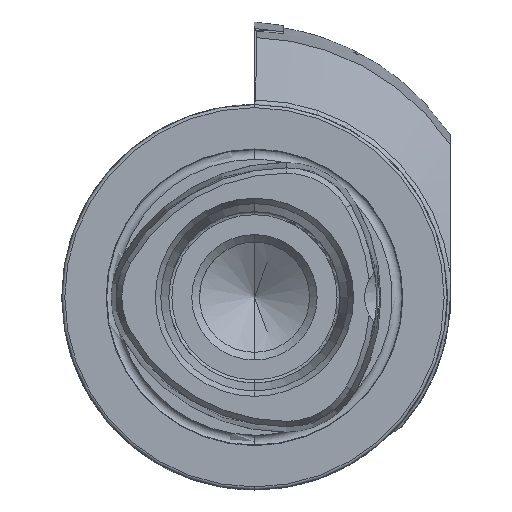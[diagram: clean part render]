
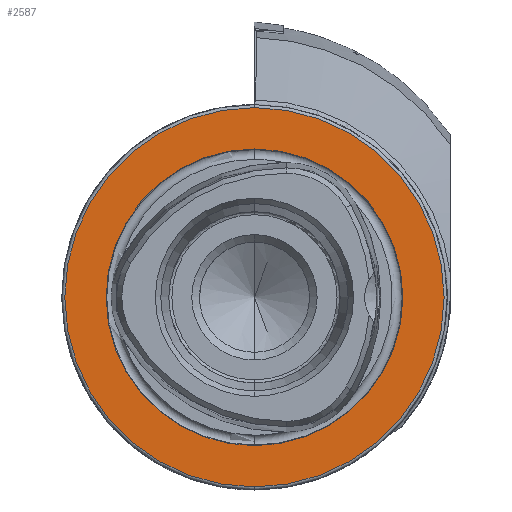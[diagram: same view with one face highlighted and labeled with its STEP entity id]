
A CAD part, left-side view. The second image highlights one B-rep face of the part: STEP entity #2587.
In plain terms, the highlighted planar face has unit normal (-1, 0, 0).
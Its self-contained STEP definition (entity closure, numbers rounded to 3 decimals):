
#125 = VERTEX_POINT ( 'NONE', #564 ) ;
#127 = VERTEX_POINT ( 'NONE', #566 ) ;
#129 = VERTEX_POINT ( 'NONE', #568 ) ;
#130 = VERTEX_POINT ( 'NONE', #569 ) ;
#564 = CARTESIAN_POINT ( 'NONE',  ( 0., 0., -24.25 ) ) ;
#566 = CARTESIAN_POINT ( 'NONE',  ( 0., 0., 24.25 ) ) ;
#568 = CARTESIAN_POINT ( 'NONE',  ( 0., 0., 31. ) ) ;
#569 = CARTESIAN_POINT ( 'NONE',  ( 0., 0., -31. ) ) ;
#1486 = AXIS2_PLACEMENT_3D ( 'NONE', #2238, #2244, #2245 ) ;
#1910 = FACE_BOUND ( 'NONE', #8509, .T. ) ;
#1916 = FACE_OUTER_BOUND ( 'NONE', #8508, .T. ) ;
#2238 = CARTESIAN_POINT ( 'NONE',  ( 0., 24.25, 0. ) ) ;
#2239 = PLANE ( 'NONE',  #1486 ) ;
#2244 = DIRECTION ( 'NONE',  ( 1., 0., 0. ) ) ;
#2245 = DIRECTION ( 'NONE',  ( 0., 0., -1. ) ) ;
#2587 = ADVANCED_FACE ( 'NONE', ( #1910, #1916 ), #2239, .F. ) ;
#3445 = CARTESIAN_POINT ( 'NONE',  ( 0., 0., 0. ) ) ;
#3446 = DIRECTION ( 'NONE',  ( -1., 0., 0. ) ) ;
#3447 = DIRECTION ( 'NONE',  ( 0., 0., 1. ) ) ;
#3456 = CARTESIAN_POINT ( 'NONE',  ( 0., 0., 0. ) ) ;
#3457 = DIRECTION ( 'NONE',  ( -1., 0., 0. ) ) ;
#3458 = DIRECTION ( 'NONE',  ( 0., 0., 1. ) ) ;
#4433 = EDGE_CURVE ( 'NONE', #130, #129, #6327, .T. ) ;
#4434 = EDGE_CURVE ( 'NONE', #127, #125, #6328, .T. ) ;
#5577 = CIRCLE ( 'NONE', #8097, 24.25 ) ;
#5584 = CIRCLE ( 'NONE', #8100, 31. ) ;
#6327 = CIRCLE ( 'NONE', #8053, 31. ) ;
#6328 = CIRCLE ( 'NONE', #8054, 24.25 ) ;
#6462 = ORIENTED_EDGE ( 'NONE', *, *, #4434, .F. ) ;
#6463 = ORIENTED_EDGE ( 'NONE', *, *, #7239, .F. ) ;
#6464 = ORIENTED_EDGE ( 'NONE', *, *, #7243, .T. ) ;
#6465 = ORIENTED_EDGE ( 'NONE', *, *, #4433, .T. ) ;
#7239 = EDGE_CURVE ( 'NONE', #125, #127, #5577, .T. ) ;
#7243 = EDGE_CURVE ( 'NONE', #129, #130, #5584, .T. ) ;
#7324 = CARTESIAN_POINT ( 'NONE',  ( 0., 0., 0. ) ) ;
#7325 = DIRECTION ( 'NONE',  ( -1., 0., 0. ) ) ;
#7326 = DIRECTION ( 'NONE',  ( 0., 0., 1. ) ) ;
#7328 = CARTESIAN_POINT ( 'NONE',  ( 0., 0., 0. ) ) ;
#7329 = DIRECTION ( 'NONE',  ( -1., 0., 0. ) ) ;
#7330 = DIRECTION ( 'NONE',  ( 0., 0., 1. ) ) ;
#8053 = AXIS2_PLACEMENT_3D ( 'NONE', #7324, #7325, #7326 ) ;
#8054 = AXIS2_PLACEMENT_3D ( 'NONE', #7328, #7329, #7330 ) ;
#8097 = AXIS2_PLACEMENT_3D ( 'NONE', #3445, #3446, #3447 ) ;
#8100 = AXIS2_PLACEMENT_3D ( 'NONE', #3456, #3457, #3458 ) ;
#8508 = EDGE_LOOP ( 'NONE', ( #6464, #6465 ) ) ;
#8509 = EDGE_LOOP ( 'NONE', ( #6462, #6463 ) ) ;
